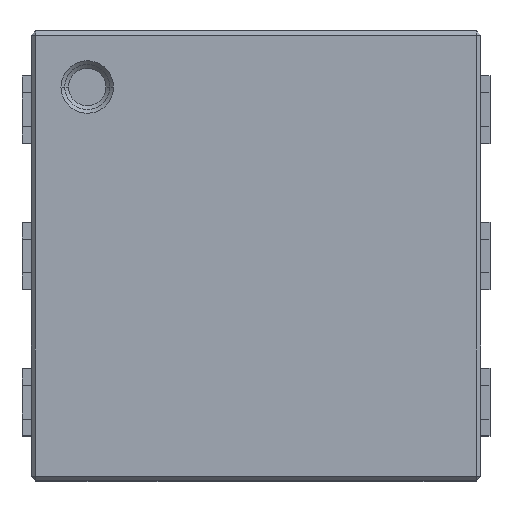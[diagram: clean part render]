
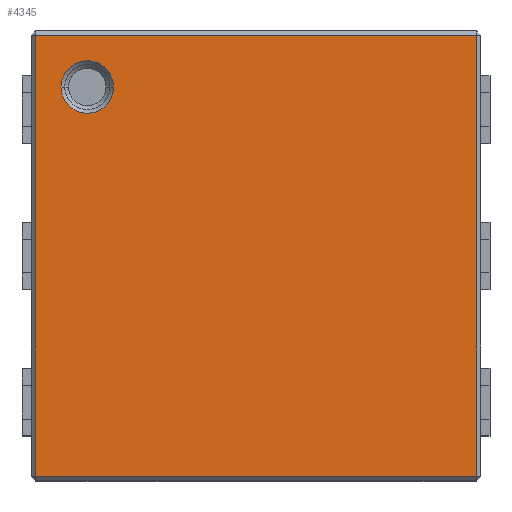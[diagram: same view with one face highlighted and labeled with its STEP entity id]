
A CAD part, top view. The second image highlights one B-rep face of the part: STEP entity #4345.
In plain terms, the highlighted planar face has unit normal (0, 0, 1).
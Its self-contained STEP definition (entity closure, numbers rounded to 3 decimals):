
#4128 = VERTEX_POINT('',#4129);
#4129 = CARTESIAN_POINT('',(-0.867,0.755,0.655));
#4135 = EDGE_CURVE('',#4128,#4136,#4138,.T.);
#4136 = VERTEX_POINT('',#4137);
#4137 = CARTESIAN_POINT('',(-0.633,0.755,0.655));
#4138 = CIRCLE('',#4139,0.117);
#4139 = AXIS2_PLACEMENT_3D('',#4140,#4141,#4142);
#4140 = CARTESIAN_POINT('',(-0.75,0.755,0.655));
#4141 = DIRECTION('',(0.,0.,-1.));
#4142 = DIRECTION('',(-1.,0.,0.));
#4345 = ADVANCED_FACE('',(#4346,#4380),#4390,.T.);
#4346 = FACE_BOUND('',#4347,.T.);
#4347 = EDGE_LOOP('',(#4348,#4358,#4366,#4374));
#4348 = ORIENTED_EDGE('',*,*,#4349,.T.);
#4349 = EDGE_CURVE('',#4350,#4352,#4354,.T.);
#4350 = VERTEX_POINT('',#4351);
#4351 = CARTESIAN_POINT('',(0.98,-0.975,0.655));
#4352 = VERTEX_POINT('',#4353);
#4353 = CARTESIAN_POINT('',(0.98,0.985,0.655));
#4354 = LINE('',#4355,#4356);
#4355 = CARTESIAN_POINT('',(0.98,1.005,0.655));
#4356 = VECTOR('',#4357,1.);
#4357 = DIRECTION('',(0.,1.,0.));
#4358 = ORIENTED_EDGE('',*,*,#4359,.T.);
#4359 = EDGE_CURVE('',#4352,#4360,#4362,.T.);
#4360 = VERTEX_POINT('',#4361);
#4361 = CARTESIAN_POINT('',(-0.98,0.985,0.655));
#4362 = LINE('',#4363,#4364);
#4363 = CARTESIAN_POINT('',(-1.,0.985,0.655));
#4364 = VECTOR('',#4365,1.);
#4365 = DIRECTION('',(-1.,0.,0.));
#4366 = ORIENTED_EDGE('',*,*,#4367,.T.);
#4367 = EDGE_CURVE('',#4360,#4368,#4370,.T.);
#4368 = VERTEX_POINT('',#4369);
#4369 = CARTESIAN_POINT('',(-0.98,-0.975,0.655));
#4370 = LINE('',#4371,#4372);
#4371 = CARTESIAN_POINT('',(-0.98,-0.995,0.655));
#4372 = VECTOR('',#4373,1.);
#4373 = DIRECTION('',(0.,-1.,0.));
#4374 = ORIENTED_EDGE('',*,*,#4375,.T.);
#4375 = EDGE_CURVE('',#4368,#4350,#4376,.T.);
#4376 = LINE('',#4377,#4378);
#4377 = CARTESIAN_POINT('',(1.,-0.975,0.655));
#4378 = VECTOR('',#4379,1.);
#4379 = DIRECTION('',(1.,0.,0.));
#4380 = FACE_BOUND('',#4381,.T.);
#4381 = EDGE_LOOP('',(#4382,#4383));
#4382 = ORIENTED_EDGE('',*,*,#4135,.T.);
#4383 = ORIENTED_EDGE('',*,*,#4384,.T.);
#4384 = EDGE_CURVE('',#4136,#4128,#4385,.T.);
#4385 = CIRCLE('',#4386,0.117);
#4386 = AXIS2_PLACEMENT_3D('',#4387,#4388,#4389);
#4387 = CARTESIAN_POINT('',(-0.75,0.755,0.655));
#4388 = DIRECTION('',(0.,0.,-1.));
#4389 = DIRECTION('',(-1.,0.,0.));
#4390 = PLANE('',#4391);
#4391 = AXIS2_PLACEMENT_3D('',#4392,#4393,#4394);
#4392 = CARTESIAN_POINT('',(0.,0.005,0.655)
  );
#4393 = DIRECTION('',(0.,0.,1.));
#4394 = DIRECTION('',(-1.,0.,0.));
